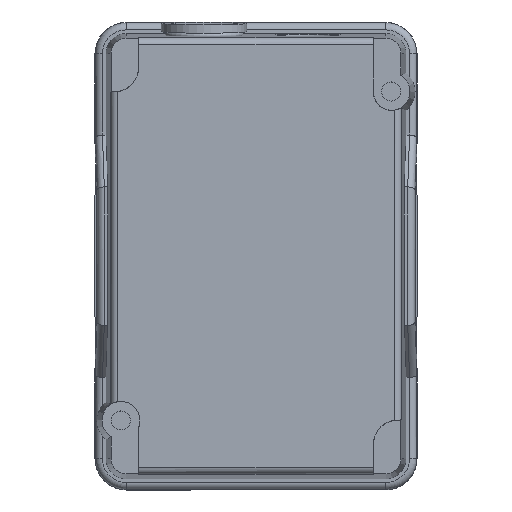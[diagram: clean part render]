
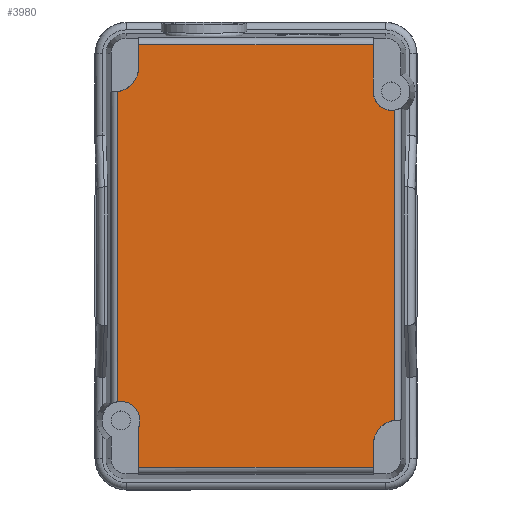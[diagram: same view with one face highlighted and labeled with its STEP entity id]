
A CAD part, top view. The second image highlights one B-rep face of the part: STEP entity #3980.
In plain terms, the highlighted planar face has unit normal (0, 0, 1).
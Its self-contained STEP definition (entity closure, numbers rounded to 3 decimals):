
#2918=CARTESIAN_POINT('',(65.279,101.562,46.));
#2919=VERTEX_POINT('',#2918);
#2937=CARTESIAN_POINT('',(-2.509,101.562,46.));
#2938=VERTEX_POINT('',#2937);
#2946=CARTESIAN_POINT('',(-2.509,101.562,46.));
#2947=DIRECTION('',(1.0,0.0,0.0));
#2948=VECTOR('',#2947,67.787);
#2949=LINE('',#2946,#2948);
#2950=EDGE_CURVE('',#2938,#2919,#2949,.T.);
#3029=CARTESIAN_POINT('',(71.347,82.704,46.));
#3030=VERTEX_POINT('',#3029);
#3049=CARTESIAN_POINT('',(71.347,-6.856,46.));
#3050=VERTEX_POINT('',#3049);
#3051=CARTESIAN_POINT('',(71.347,82.704,46.));
#3052=DIRECTION('',(0.0,-1.0,0.0));
#3053=VECTOR('',#3052,89.56);
#3054=LINE('',#3051,#3053);
#3055=EDGE_CURVE('',#3030,#3050,#3054,.T.);
#3143=CARTESIAN_POINT('',(-2.509,-20.363,46.));
#3144=VERTEX_POINT('',#3143);
#3162=CARTESIAN_POINT('',(65.279,-20.363,46.));
#3163=VERTEX_POINT('',#3162);
#3171=CARTESIAN_POINT('',(65.279,-20.363,46.));
#3172=DIRECTION('',(-1.0,0.0,0.0));
#3173=VECTOR('',#3172,67.787);
#3174=LINE('',#3171,#3173);
#3175=EDGE_CURVE('',#3163,#3144,#3174,.T.);
#3258=CARTESIAN_POINT('',(-8.577,-1.485,46.));
#3259=VERTEX_POINT('',#3258);
#3279=CARTESIAN_POINT('',(-8.577,88.055,46.));
#3280=VERTEX_POINT('',#3279);
#3281=CARTESIAN_POINT('',(-8.577,-1.485,46.));
#3282=DIRECTION('',(0.0,1.0,0.0));
#3283=VECTOR('',#3282,89.541);
#3284=LINE('',#3281,#3283);
#3285=EDGE_CURVE('',#3259,#3280,#3284,.T.);
#3589=CARTESIAN_POINT('',(-2.509,-8.944,46.));
#3590=VERTEX_POINT('',#3589);
#3605=CARTESIAN_POINT('',(-2.509,-8.944,46.));
#3606=DIRECTION('',(0.0,-1.0,0.0));
#3607=VECTOR('',#3606,11.419);
#3608=LINE('',#3605,#3607);
#3609=EDGE_CURVE('',#3590,#3144,#3608,.T.);
#3667=CARTESIAN_POINT('',(65.279,87.88,46.));
#3668=VERTEX_POINT('',#3667);
#3675=CARTESIAN_POINT('',(70.521,87.88,46.));
#3676=DIRECTION('',(0.0,0.0,-1.0));
#3677=DIRECTION('',(-1.0,0.0,0.0));
#3678=AXIS2_PLACEMENT_3D('',#3675,#3676,#3677);
#3679=CIRCLE('',#3678,5.242);
#3680=EDGE_CURVE('',#3030,#3668,#3679,.T.);
#3705=CARTESIAN_POINT('',(65.279,87.88,46.));
#3706=DIRECTION('',(0.0,1.0,0.0));
#3707=VECTOR('',#3706,13.682);
#3708=LINE('',#3705,#3707);
#3709=EDGE_CURVE('',#3668,#2919,#3708,.T.);
#3766=CARTESIAN_POINT('',(65.279,-13.794,46.));
#3767=VERTEX_POINT('',#3766);
#3774=CARTESIAN_POINT('',(65.279,-20.363,46.));
#3775=DIRECTION('',(0.0,1.0,0.0));
#3776=VECTOR('',#3775,6.569);
#3777=LINE('',#3774,#3776);
#3778=EDGE_CURVE('',#3163,#3767,#3777,.T.);
#3806=CARTESIAN_POINT('',(72.279,-13.794,46.));
#3807=DIRECTION('',(0.0,0.0,-1.0));
#3808=DIRECTION('',(0.0,1.0,0.0));
#3809=AXIS2_PLACEMENT_3D('',#3806,#3807,#3808);
#3810=CIRCLE('',#3809,7.);
#3811=EDGE_CURVE('',#3767,#3050,#3810,.T.);
#3867=CARTESIAN_POINT('',(-2.509,94.993,46.));
#3868=VERTEX_POINT('',#3867);
#3875=CARTESIAN_POINT('',(-2.509,101.562,46.));
#3876=DIRECTION('',(0.0,-1.0,0.0));
#3877=VECTOR('',#3876,6.569);
#3878=LINE('',#3875,#3877);
#3879=EDGE_CURVE('',#2938,#3868,#3878,.T.);
#3907=CARTESIAN_POINT('',(-9.509,94.993,46.));
#3908=DIRECTION('',(0.0,0.0,-1.0));
#3909=DIRECTION('',(0.0,-1.0,0.0));
#3910=AXIS2_PLACEMENT_3D('',#3907,#3908,#3909);
#3911=CIRCLE('',#3910,7.0);
#3912=EDGE_CURVE('',#3868,#3280,#3911,.T.);
#3955=CARTESIAN_POINT('',(31.385,40.6,46.));
#3956=DIRECTION('',(0.0,0.0,1.0));
#3957=DIRECTION('',(1.0,0.0,0.0));
#3958=AXIS2_PLACEMENT_3D('',#3955,#3956,#3957);
#3959=PLANE('',#3958);
#3960=ORIENTED_EDGE('',*,*,#2950,.F.);
#3961=ORIENTED_EDGE('',*,*,#3879,.T.);
#3962=ORIENTED_EDGE('',*,*,#3912,.T.);
#3963=ORIENTED_EDGE('',*,*,#3285,.F.);
#3964=CARTESIAN_POINT('',(-7.615,-6.9,46.));
#3965=DIRECTION('',(0.0,0.0,-1.0));
#3966=DIRECTION('',(1.0,0.0,0.0));
#3967=AXIS2_PLACEMENT_3D('',#3964,#3965,#3966);
#3968=CIRCLE('',#3967,5.5);
#3969=EDGE_CURVE('',#3259,#3590,#3968,.T.);
#3970=ORIENTED_EDGE('',*,*,#3969,.T.);
#3971=ORIENTED_EDGE('',*,*,#3609,.T.);
#3972=ORIENTED_EDGE('',*,*,#3175,.F.);
#3973=ORIENTED_EDGE('',*,*,#3778,.T.);
#3974=ORIENTED_EDGE('',*,*,#3811,.T.);
#3975=ORIENTED_EDGE('',*,*,#3055,.F.);
#3976=ORIENTED_EDGE('',*,*,#3680,.T.);
#3977=ORIENTED_EDGE('',*,*,#3709,.T.);
#3978=EDGE_LOOP('',(#3960,#3961,#3962,#3963,#3970,#3971,#3972,#3973,#3974,#3975,#3976,#3977));
#3979=FACE_OUTER_BOUND('',#3978,.T.);
#3980=ADVANCED_FACE('',(#3979),#3959,.T.);
